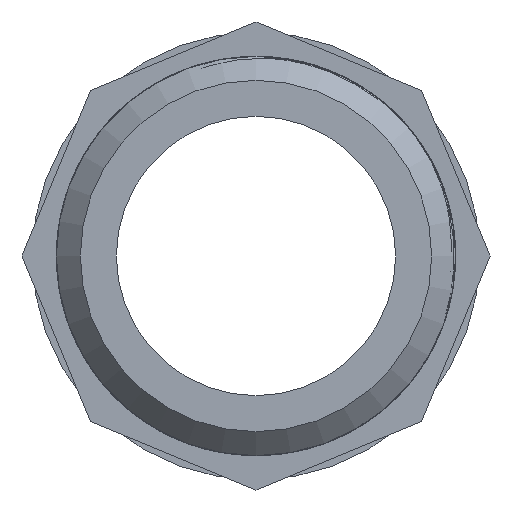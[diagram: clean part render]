
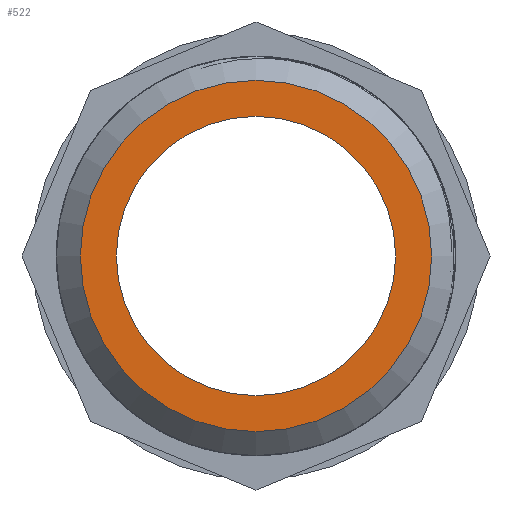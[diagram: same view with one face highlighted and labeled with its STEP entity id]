
A CAD part, front view. The second image highlights one B-rep face of the part: STEP entity #522.
In plain terms, the highlighted planar face has unit normal (0, -1, 0).
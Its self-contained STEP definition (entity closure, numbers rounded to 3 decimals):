
#109=FACE_BOUND('',#177,.T.);
#132=FACE_OUTER_BOUND('',#176,.T.);
#176=EDGE_LOOP('',(#377));
#177=EDGE_LOOP('',(#378));
#232=CIRCLE('',#570,14.625);
#233=CIRCLE('',#572,11.625);
#255=VERTEX_POINT('',#769);
#256=VERTEX_POINT('',#772);
#306=EDGE_CURVE('',#255,#255,#232,.T.);
#307=EDGE_CURVE('',#256,#256,#233,.T.);
#377=ORIENTED_EDGE('',*,*,#306,.F.);
#378=ORIENTED_EDGE('',*,*,#307,.T.);
#499=PLANE('',#571);
#522=ADVANCED_FACE('',(#132,#109),#499,.T.);
#570=AXIS2_PLACEMENT_3D('',#770,#640,#641);
#571=AXIS2_PLACEMENT_3D('',#771,#642,#643);
#572=AXIS2_PLACEMENT_3D('',#773,#644,#645);
#640=DIRECTION('center_axis',(0.,1.,0.));
#641=DIRECTION('ref_axis',(0.,0.,-1.));
#642=DIRECTION('center_axis',(0.,-1.,0.));
#643=DIRECTION('ref_axis',(0.,0.,-1.));
#644=DIRECTION('center_axis',(0.,1.,0.));
#645=DIRECTION('ref_axis',(1.,0.,0.));
#769=CARTESIAN_POINT('',(0.,-25.299,29.316));
#770=CARTESIAN_POINT('Origin',(0.,-25.299,14.691));
#771=CARTESIAN_POINT('Origin',(0.,-25.299,31.316));
#772=CARTESIAN_POINT('',(0.,-25.299,26.316));
#773=CARTESIAN_POINT('Origin',(0.,-25.299,14.691));
